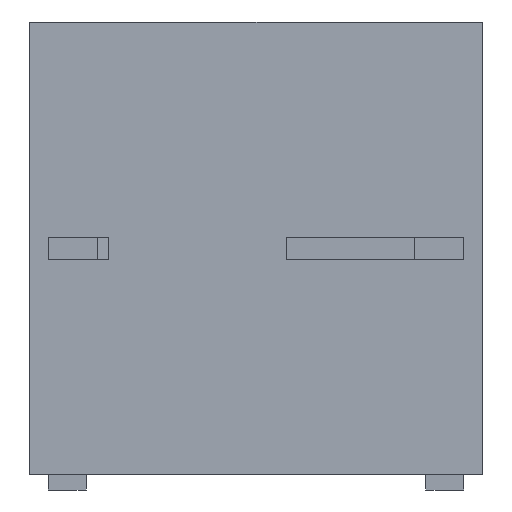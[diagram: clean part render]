
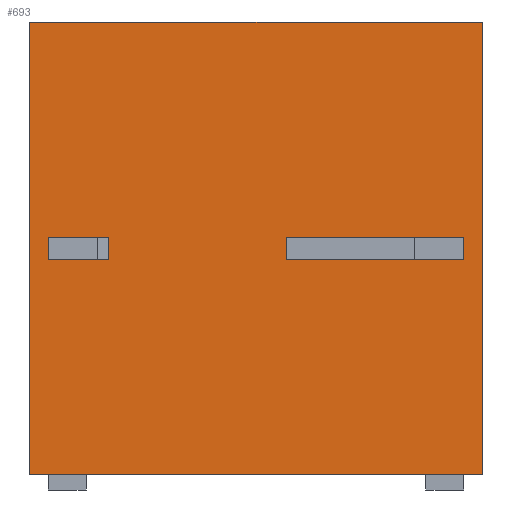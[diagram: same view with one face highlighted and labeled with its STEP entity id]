
A CAD part, front view. The second image highlights one B-rep face of the part: STEP entity #693.
In plain terms, the highlighted planar face has unit normal (0, -1, 0).
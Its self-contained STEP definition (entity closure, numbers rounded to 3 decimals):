
#335=VERTEX_POINT('',#901);
#381=VERTEX_POINT('',#954);
#413=VERTEX_POINT('',#989);
#423=EDGE_CURVE('',#335,#707,#999,.T.);
#441=EDGE_CURVE('',#495,#607,#1018,.T.);
#495=VERTEX_POINT('',#1079);
#499=EDGE_CURVE('',#629,#513,#1084,.T.);
#501=EDGE_CURVE('',#413,#599,#1086,.T.);
#513=VERTEX_POINT('',#1098);
#523=EDGE_CURVE('',#697,#381,#1109,.T.);
#541=EDGE_CURVE('',#709,#681,#1129,.T.);
#553=EDGE_CURVE('',#381,#335,#1142,.T.);
#599=VERTEX_POINT('',#1192);
#607=VERTEX_POINT('',#1201);
#627=EDGE_CURVE('',#681,#629,#1222,.T.);
#629=VERTEX_POINT('',#1224);
#681=VERTEX_POINT('',#1283);
#689=EDGE_CURVE('',#707,#697,#1291,.T.);
#693=ADVANCED_FACE('',(#1295,#1296,#1297),#1298,.F.);
#697=VERTEX_POINT('',#1303);
#707=VERTEX_POINT('',#1313);
#709=VERTEX_POINT('',#1315);
#721=EDGE_CURVE('',#513,#709,#1328,.T.);
#769=EDGE_CURVE('',#495,#599,#1383,.T.);
#799=EDGE_CURVE('',#607,#413,#1415,.T.);
#901=CARTESIAN_POINT('',(2.75,0.0,0.15));
#954=CARTESIAN_POINT('',(2.25,0.0,0.15));
#989=CARTESIAN_POINT('',(3.0,0.0,-3.0));
#999=LINE('',#1663,#1664);
#1018=LINE('',#1691,#1692);
#1079=CARTESIAN_POINT('',(-3.0,0.0,3.0));
#1084=LINE('',#1780,#1781);
#1086=LINE('',#1784,#1785);
#1098=CARTESIAN_POINT('',(-2.25,0.0,-0.15));
#1109=LINE('',#1822,#1823);
#1129=LINE('',#1852,#1853);
#1142=LINE('',#1873,#1874);
#1192=CARTESIAN_POINT('',(-3.0,0.0,-3.0));
#1201=CARTESIAN_POINT('',(3.0,0.0,3.0));
#1222=LINE('',#1985,#1986);
#1224=CARTESIAN_POINT('',(-2.25,0.0,0.15));
#1283=CARTESIAN_POINT('',(-2.75,0.0,0.15));
#1291=LINE('',#2079,#2080);
#1295=FACE_OUTER_BOUND('',#2084,.T.);
#1296=FACE_BOUND('',#2085,.T.);
#1297=FACE_BOUND('',#2086,.T.);
#1298=PLANE('',#2087);
#1303=CARTESIAN_POINT('',(2.25,0.0,-0.15));
#1313=CARTESIAN_POINT('',(2.75,0.0,-0.15));
#1315=CARTESIAN_POINT('',(-2.75,0.0,-0.15));
#1328=LINE('',#2130,#2131);
#1383=LINE('',#2199,#2200);
#1415=LINE('',#2247,#2248);
#1663=CARTESIAN_POINT('',(2.75,0.0,-0.075));
#1664=VECTOR('',#2452,1.0);
#1691=CARTESIAN_POINT('',(0.0,0.0,3.0));
#1692=VECTOR('',#2467,1.0);
#1780=CARTESIAN_POINT('',(-2.25,0.0,-0.075));
#1781=VECTOR('',#2543,1.0);
#1784=CARTESIAN_POINT('',(0.0,0.0,-3.0));
#1785=VECTOR('',#2544,1.0);
#1822=CARTESIAN_POINT('',(2.25,0.0,-0.075));
#1823=VECTOR('',#2562,1.0);
#1852=CARTESIAN_POINT('',(-2.75,0.0,-0.075));
#1853=VECTOR('',#2588,1.0);
#1873=CARTESIAN_POINT('',(-0.001,0.0,0.15));
#1874=VECTOR('',#2598,1.0);
#1985=CARTESIAN_POINT('',(-0.001,0.0,0.15));
#1986=VECTOR('',#2686,1.0);
#2079=CARTESIAN_POINT('',(-0.001,0.0,-0.15));
#2080=VECTOR('',#2757,1.0);
#2084=EDGE_LOOP('',(#2759,#2760,#2761,#2762));
#2085=EDGE_LOOP('',(#2763,#2764,#2765,#2766));
#2086=EDGE_LOOP('',(#2767,#2768,#2769,#2770));
#2087=AXIS2_PLACEMENT_3D('',#2771,#2772,#2773);
#2130=CARTESIAN_POINT('',(-0.001,0.0,-0.15));
#2131=VECTOR('',#2799,1.0);
#2199=CARTESIAN_POINT('',(-3.0,0.0,0.0));
#2200=VECTOR('',#2886,1.0);
#2247=CARTESIAN_POINT('',(3.0,0.0,0.0));
#2248=VECTOR('',#2915,1.0);
#2452=DIRECTION('',(0.0,0.0,-1.0));
#2467=DIRECTION('',(1.0,0.0,0.0));
#2543=DIRECTION('',(0.0,0.0,-1.0));
#2544=DIRECTION('',(-1.0,0.0,0.0));
#2562=DIRECTION('',(0.0,0.0,1.0));
#2588=DIRECTION('',(0.0,0.0,1.0));
#2598=DIRECTION('',(1.0,0.0,0.0));
#2686=DIRECTION('',(1.0,0.0,0.0));
#2757=DIRECTION('',(-1.0,0.0,0.0));
#2759=ORIENTED_EDGE('',*,*,#769,.T.);
#2760=ORIENTED_EDGE('',*,*,#501,.F.);
#2761=ORIENTED_EDGE('',*,*,#799,.F.);
#2762=ORIENTED_EDGE('',*,*,#441,.F.);
#2763=ORIENTED_EDGE('',*,*,#523,.T.);
#2764=ORIENTED_EDGE('',*,*,#553,.T.);
#2765=ORIENTED_EDGE('',*,*,#423,.T.);
#2766=ORIENTED_EDGE('',*,*,#689,.T.);
#2767=ORIENTED_EDGE('',*,*,#541,.T.);
#2768=ORIENTED_EDGE('',*,*,#627,.T.);
#2769=ORIENTED_EDGE('',*,*,#499,.T.);
#2770=ORIENTED_EDGE('',*,*,#721,.T.);
#2771=CARTESIAN_POINT('',(0.0,0.0,0.0));
#2772=DIRECTION('',(0.0,1.0,0.0));
#2773=DIRECTION('',(1.0,0.0,-0.0));
#2799=DIRECTION('',(-1.0,0.0,0.0));
#2886=DIRECTION('',(0.0,0.0,-1.0));
#2915=DIRECTION('',(0.0,0.0,-1.0));
